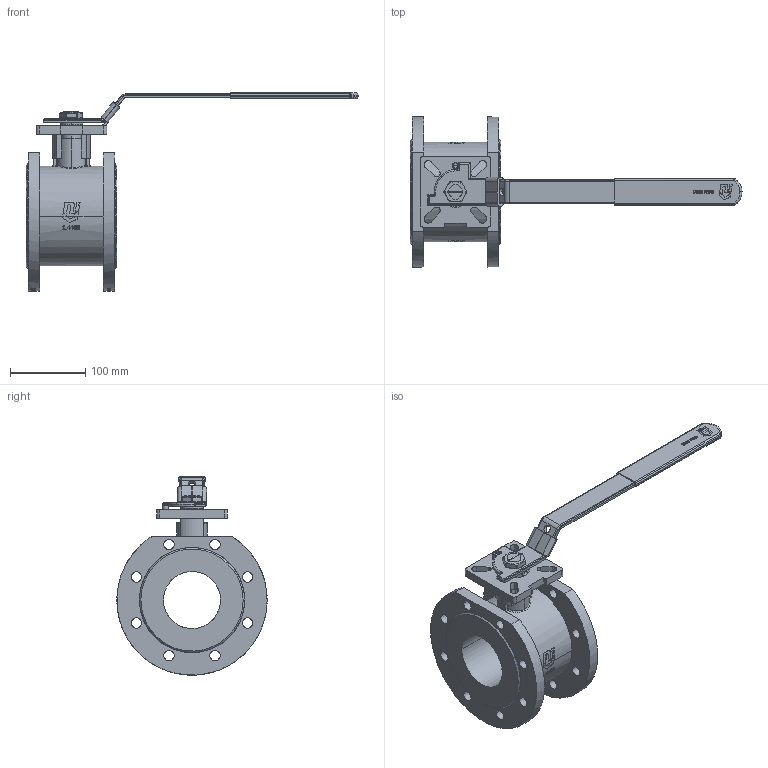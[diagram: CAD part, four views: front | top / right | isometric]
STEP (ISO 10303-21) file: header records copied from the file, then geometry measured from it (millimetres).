
FILE_DESCRIPTION(('HOOPS Exchange Step'),'2;1');
FILE_NAME('FK11_DN80.stp','2025-08-29T13:56:18+02:00',('nieru'),('Unknown organisation'),'HOOPS Exchange 2024.2','HOOPS Exchange','Unknown authorisation');
FILE_SCHEMA( ('AP203_CONFIGURATION_CONTROLLED_3D_DESIGN_OF_MECHANICAL_PARTS_AND_ASSEMBLIES_MIM_LF') );
Length unit declared in the file: millimetre
Products named in the file (2): 0; root
Assembly tree (1 placements, depth 2):
  root
    0
Bounding box: 442 x 199.97 x 264 mm (x, y, z)
Volume: 1844483.6 mm3; surface area: 282442.1 mm2
Topology: 13 solids, 13 shells, 1478 faces, 3951 edges, 2598 vertices
Faces by surface type: bspline 674, plane 461, cylinder 300, torus 19, sphere 14, cone 10
Entity records: 105669 total; most frequent: CARTESIAN_POINT 73731, ORIENTED_EDGE 7902, DIRECTION 3968, EDGE_CURVE 3951, VERTEX_POINT 2598, B_SPLINE_CURVE_WITH_KNOTS 1951, EDGE_LOOP 1643, FACE_BOUND 1643
